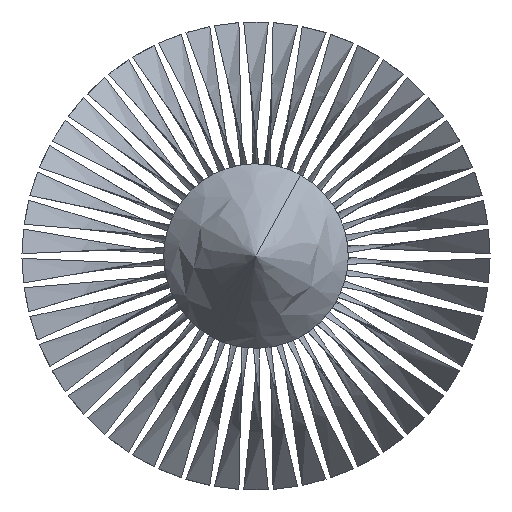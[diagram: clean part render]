
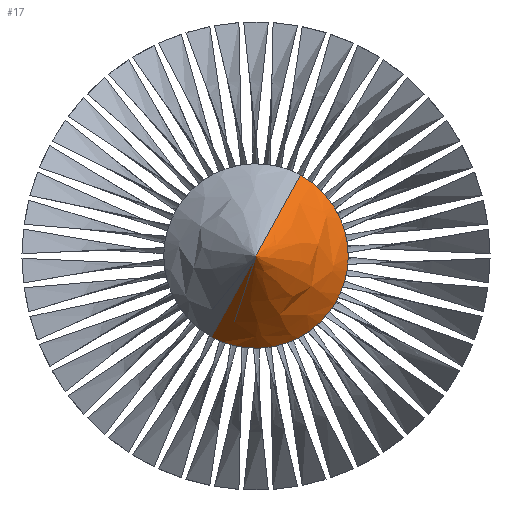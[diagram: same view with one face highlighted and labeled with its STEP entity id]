
A CAD part, front view. The second image highlights one B-rep face of the part: STEP entity #17.
In plain terms, the highlighted free-form (B-spline) face has degree [2, 1] with [5, 2] control points.
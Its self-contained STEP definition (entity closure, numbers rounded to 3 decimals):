
#17 = ADVANCED_FACE('',(#18),#44,.T.);
#18 = FACE_BOUND('',#19,.T.);
#19 = EDGE_LOOP('',(#20,#32,#39));
#20 = ORIENTED_EDGE('',*,*,#21,.F.);
#21 = EDGE_CURVE('',#22,#24,#26,.T.);
#22 = VERTEX_POINT('',#23);
#23 = CARTESIAN_POINT('',(107.446,-44.823,
    196.678));
#24 = VERTEX_POINT('',#25);
#25 = CARTESIAN_POINT('',(-107.446,-44.823,
    -196.678));
#26 = ( BOUNDED_CURVE() B_SPLINE_CURVE(2,(#27,#28,#29,#30,#31),
.UNSPECIFIED.,.F.,.F.) B_SPLINE_CURVE_WITH_KNOTS((3,2,3),(0.5
,2.071,3.642),.PIECEWISE_BEZIER_KNOTS.) CURVE() 
GEOMETRIC_REPRESENTATION_ITEM() RATIONAL_B_SPLINE_CURVE((1.,
0.707,1.,0.707,1.)) REPRESENTATION_ITEM('') );
#27 = CARTESIAN_POINT('',(107.446,-44.823,
    196.678));
#28 = CARTESIAN_POINT('',(304.124,-44.823,
    89.232));
#29 = CARTESIAN_POINT('',(196.678,-44.823,
    -107.446));
#30 = CARTESIAN_POINT('',(89.232,-44.823,
    -304.124));
#31 = CARTESIAN_POINT('',(-107.446,-44.823,
    -196.678));
#32 = ORIENTED_EDGE('',*,*,#33,.F.);
#33 = EDGE_CURVE('',#34,#22,#36,.T.);
#34 = VERTEX_POINT('',#35);
#35 = CARTESIAN_POINT('',(0.,-298.818,
    0.));
#36 = B_SPLINE_CURVE_WITH_KNOTS('',1,(#37,#38),.UNSPECIFIED.,.F.,.F.,(2,
    2),(-113.358,113.358),.PIECEWISE_BEZIER_KNOTS.);
#37 = CARTESIAN_POINT('',(0.,-298.818,
    0.));
#38 = CARTESIAN_POINT('',(107.446,-44.823,
    196.678));
#39 = ORIENTED_EDGE('',*,*,#40,.T.);
#40 = EDGE_CURVE('',#34,#24,#41,.T.);
#41 = B_SPLINE_CURVE_WITH_KNOTS('',1,(#42,#43),.UNSPECIFIED.,.F.,.F.,(2,
    2),(-113.358,113.358),.PIECEWISE_BEZIER_KNOTS.);
#42 = CARTESIAN_POINT('',(0.,-298.818,
    0.));
#43 = CARTESIAN_POINT('',(-107.446,-44.823,
    -196.678));
#44 = ( BOUNDED_SURFACE() B_SPLINE_SURFACE(2,1,(
    (#45,#46)
    ,(#47,#48)
    ,(#49,#50)
    ,(#51,#52)
,(#53,#54
    )),.UNSPECIFIED.,.F.,.F.,.F.) B_SPLINE_SURFACE_WITH_KNOTS((3,2,3),(2
    ,2),(0.,1.571,3.142),(0.,
    226.716),.PIECEWISE_BEZIER_KNOTS.) 
GEOMETRIC_REPRESENTATION_ITEM() RATIONAL_B_SPLINE_SURFACE((
    (1.,1.)
    ,(0.707,0.707)
    ,(1.,1.)
    ,(0.707,0.707)
,(1.,1.))) REPRESENTATION_ITEM('') SURFACE() );
#45 = CARTESIAN_POINT('',(0.,-298.818,
    0.));
#46 = CARTESIAN_POINT('',(107.446,-44.823,
    196.678));
#47 = CARTESIAN_POINT('',(0.,-298.818,
    0.));
#48 = CARTESIAN_POINT('',(304.124,-44.823,
    89.232));
#49 = CARTESIAN_POINT('',(0.,-298.818,
    0.));
#50 = CARTESIAN_POINT('',(196.678,-44.823,
    -107.446));
#51 = CARTESIAN_POINT('',(0.,-298.818,
    0.));
#52 = CARTESIAN_POINT('',(89.232,-44.823,
    -304.124));
#53 = CARTESIAN_POINT('',(0.,-298.818,
    0.));
#54 = CARTESIAN_POINT('',(-107.446,-44.823,
    -196.678));
